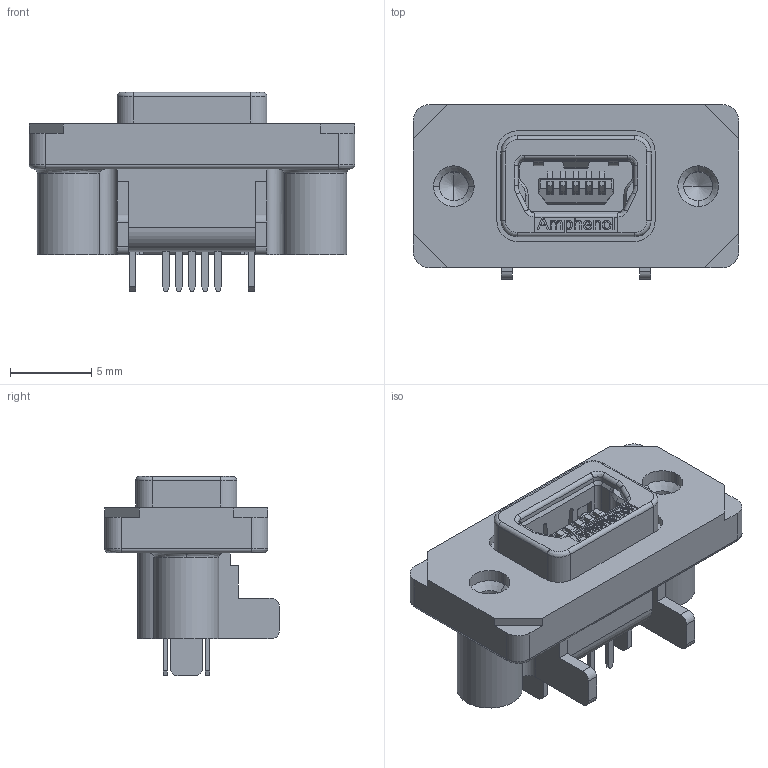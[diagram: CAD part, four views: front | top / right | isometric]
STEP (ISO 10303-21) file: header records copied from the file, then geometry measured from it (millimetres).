
FILE_DESCRIPTION (( 'STEP AP203' ), '1' );
FILE_NAME ('M-MUSB-B551-00-REVT1.STEP', '2012-05-30T17:40:18', ( '' ), ( '' ), 'SwSTEP 2.0', 'SolidWorks 2012', '' );
FILE_SCHEMA (( 'CONFIG_CONTROL_DESIGN' ));
Length unit declared in the file: inch
Products named in the file (1): M-MUSB-B551-00-REVT1
Bounding box: 20 x 10.7 x 12.23 mm (x, y, z)
Volume: 930.6 mm3; surface area: 1339.9 mm2
Topology: 1 solids, 1 shells, 548 faces, 1545 edges, 995 vertices
Faces by surface type: plane 344, cylinder 115, bspline 73, cone 16
Entity records: 20748 total; most frequent: CARTESIAN_POINT 6884, ORIENTED_EDGE 3082, DIRECTION 2573, EDGE_CURVE 1541, LINE 1139, VECTOR 1139, VERTEX_POINT 995, AXIS2_PLACEMENT_3D 717
